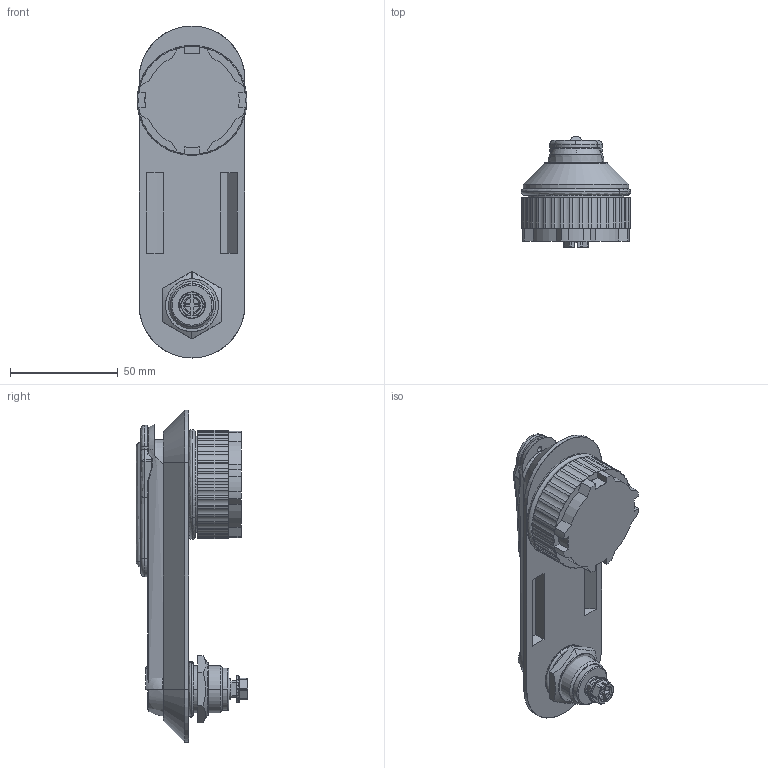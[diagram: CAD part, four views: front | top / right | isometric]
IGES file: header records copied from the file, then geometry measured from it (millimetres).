
Start section: SolidWorks IGES file using analytic representation for surfaces
Global section: file name: RS400.IGS; native system: SolidWorks 2013; preprocessor: SolidWorks 2013; author: mcharife; date: 171030.112408; units: millimetre
Bounding box: 51 x 51.66 x 154 mm (x, y, z)
Surface area: 60091 mm2 (no closed solid volume)
Topology: 0 solids, 0 shells, 725 faces, 8102 edges, 8092 vertices
Faces by surface type: bspline 392, revolution 333
